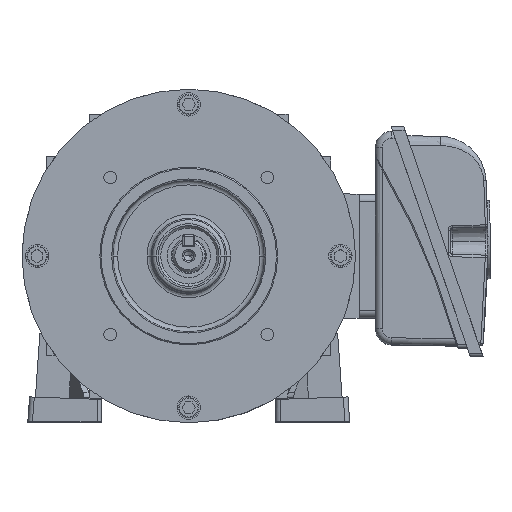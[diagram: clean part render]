
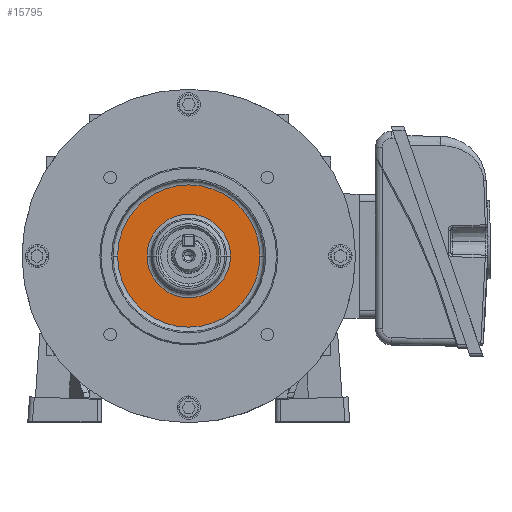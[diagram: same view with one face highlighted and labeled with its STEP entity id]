
A CAD part, top view. The second image highlights one B-rep face of the part: STEP entity #15795.
In plain terms, the highlighted face is planar.
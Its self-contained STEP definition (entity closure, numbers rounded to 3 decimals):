
#73 = DIRECTION ( 'NONE',  ( 1., 0., 0. ) ) ;
#865 = CIRCLE ( 'NONE', #28500, 17.887 ) ;
#1861 = FACE_OUTER_BOUND ( 'NONE', #16320, .T. ) ;
#3035 = CARTESIAN_POINT ( 'NONE',  ( 9., 0., 30.48 ) ) ;
#3149 = VERTEX_POINT ( 'NONE', #49918 ) ;
#4466 = DIRECTION ( 'NONE',  ( -1., 0., 0. ) ) ;
#4553 = DIRECTION ( 'NONE',  ( 0., 0., -1. ) ) ;
#5135 = DIRECTION ( 'NONE',  ( 0., 0., -1. ) ) ;
#6393 = DIRECTION ( 'NONE',  ( 0., 0., -1. ) ) ;
#6821 = PLANE ( 'NONE',  #38279 ) ;
#6915 = AXIS2_PLACEMENT_3D ( 'NONE', #16101, #21471, #10969 ) ;
#10969 = DIRECTION ( 'NONE',  ( 0., 0., -1. ) ) ;
#13938 = EDGE_CURVE ( 'NONE', #46057, #37599, #28497, .T. ) ;
#15795 = ADVANCED_FACE ( 'NONE', ( #17119, #1861 ), #6821, .F. ) ;
#16101 = CARTESIAN_POINT ( 'NONE',  ( 9., 0., 0. ) ) ;
#16320 = EDGE_LOOP ( 'NONE', ( #47522, #44581 ) ) ;
#16381 = EDGE_CURVE ( 'NONE', #37599, #46057, #52420, .T. ) ;
#17119 = FACE_BOUND ( 'NONE', #28661, .T. ) ;
#18332 = EDGE_CURVE ( 'NONE', #3149, #61413, #865, .T. ) ;
#18764 = ORIENTED_EDGE ( 'NONE', *, *, #58403, .T. ) ;
#21310 = DIRECTION ( 'NONE',  ( 1., 0., 0. ) ) ;
#21471 = DIRECTION ( 'NONE',  ( -1., 0., 0. ) ) ;
#22450 = AXIS2_PLACEMENT_3D ( 'NONE', #55516, #73, #4553 ) ;
#22862 = CARTESIAN_POINT ( 'NONE',  ( 9., 0., 17.887 ) ) ;
#26460 = DIRECTION ( 'NONE',  ( 0., 0., -1. ) ) ;
#28497 = CIRCLE ( 'NONE', #58424, 30.48 ) ;
#28500 = AXIS2_PLACEMENT_3D ( 'NONE', #57242, #21310, #26460 ) ;
#28661 = EDGE_LOOP ( 'NONE', ( #49129, #18764 ) ) ;
#32590 = CARTESIAN_POINT ( 'NONE',  ( 9., 0., -30.48 ) ) ;
#37599 = VERTEX_POINT ( 'NONE', #3035 ) ;
#38279 = AXIS2_PLACEMENT_3D ( 'NONE', #42759, #52632, #6393 ) ;
#42759 = CARTESIAN_POINT ( 'NONE',  ( 9., 32.313, 0. ) ) ;
#44581 = ORIENTED_EDGE ( 'NONE', *, *, #16381, .T. ) ;
#46057 = VERTEX_POINT ( 'NONE', #32590 ) ;
#47522 = ORIENTED_EDGE ( 'NONE', *, *, #13938, .T. ) ;
#49129 = ORIENTED_EDGE ( 'NONE', *, *, #18332, .T. ) ;
#49579 = CIRCLE ( 'NONE', #22450, 17.887 ) ;
#49918 = CARTESIAN_POINT ( 'NONE',  ( 9., 0., -17.887 ) ) ;
#52368 = CARTESIAN_POINT ( 'NONE',  ( 9., 0., 0. ) ) ;
#52420 = CIRCLE ( 'NONE', #6915, 30.48 ) ;
#52632 = DIRECTION ( 'NONE',  ( 1., 0., 0. ) ) ;
#55516 = CARTESIAN_POINT ( 'NONE',  ( 9., 0., 0. ) ) ;
#57242 = CARTESIAN_POINT ( 'NONE',  ( 9., 0., 0. ) ) ;
#58403 = EDGE_CURVE ( 'NONE', #61413, #3149, #49579, .T. ) ;
#58424 = AXIS2_PLACEMENT_3D ( 'NONE', #52368, #4466, #5135 ) ;
#61413 = VERTEX_POINT ( 'NONE', #22862 ) ;
